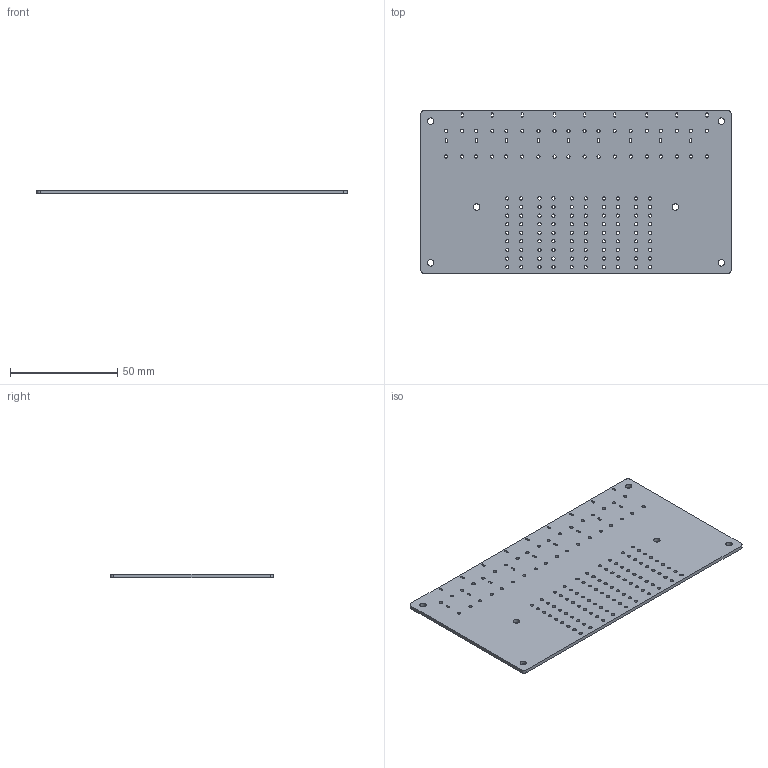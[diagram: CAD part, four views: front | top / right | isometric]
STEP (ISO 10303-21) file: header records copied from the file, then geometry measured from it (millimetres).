
FILE_DESCRIPTION(('KiCad electronic assembly'),'2;1');
FILE_NAME('RCASwitcher.step','2022-09-27T18:58:46',('Pcbnew'),('Kicad'), 'Open CASCADE STEP processor 7.6','KiCad to STEP converter','Unknown' );
FILE_SCHEMA(('AUTOMOTIVE_DESIGN { 1 0 10303 214 1 1 1 1 }'));
Length unit declared in the file: millimetre
Products named in the file (2): RCASwitcher 1; RCASwitcher PCB
Assembly tree (1 placements, depth 2):
  RCASwitcher 1
    RCASwitcher PCB
Bounding box: 144.5 x 76 x 1.6 mm (x, y, z)
Volume: 17092.6 mm3; surface area: 23255.8 mm2
Topology: 1 solids, 1 shells, 214 faces, 636 edges, 424 vertices
Faces by surface type: cylinder 172, plane 42
Full cylindrical faces by diameter (mm): 1.5 x126, 3 x6
Entity records: 16279 total; most frequent: DIRECTION 2684, CARTESIAN_POINT 2548, ORIENTED_EDGE 1272, PCURVE 1272, DEFINITIONAL_REPRESENTATION 1272, LINE 1220, VECTOR 1220, CIRCLE 688
